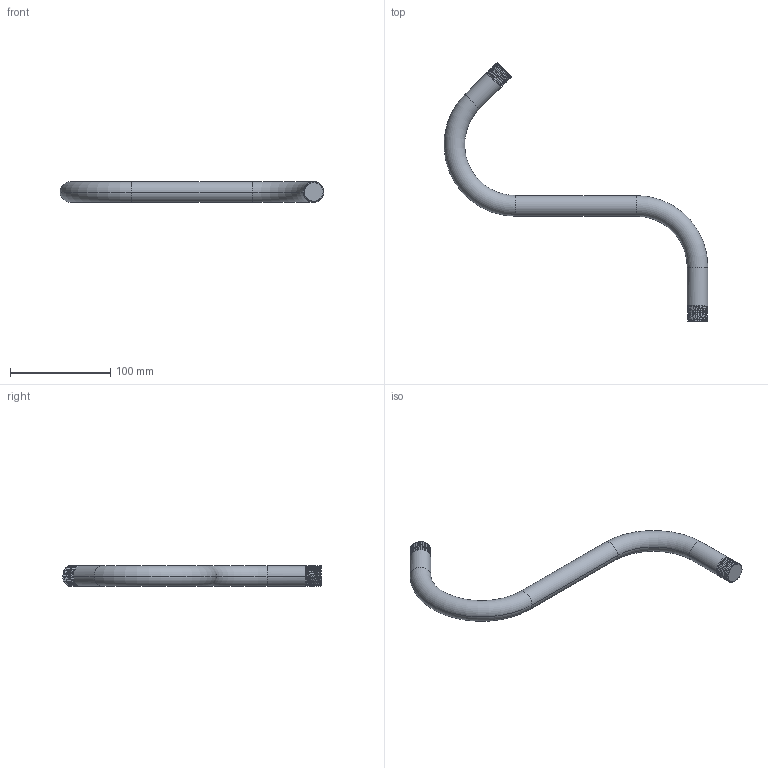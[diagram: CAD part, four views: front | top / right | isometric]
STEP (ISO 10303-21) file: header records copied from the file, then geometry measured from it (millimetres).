
FILE_DESCRIPTION((''),'2;1');
FILE_NAME('205_WEB','2010-11-02T',('ramkumar'),(''),'PRO/ENGINEER BY PARAMETRIC TECHNOLOGY CORPORATION, 2009300','PRO/ENGINEER BY PARAMETRIC TECHNOLOGY CORPORATION, 2009300','');
FILE_SCHEMA(('CONFIG_CONTROL_DESIGN'));
Length unit declared in the file: inch
Products named in the file (1): 205_WEB
Bounding box: 263.38 x 257.9 x 20.64 mm (x, y, z)
Surface area: 31474.8 mm2 (no closed solid volume)
Topology: 0 solids, 1 shells, 66 faces, 172 edges, 108 vertices
Faces by surface type: cylinder 36, bspline 22, torus 4, plane 2, cone 2
Entity records: 5717 total; most frequent: CARTESIAN_POINT 4317, ORIENTED_EDGE 344, DIRECTION 176, EDGE_CURVE 172, VERTEX_POINT 108, B_SPLINE_CURVE_WITH_KNOTS 100, EDGE_LOOP 66, FACE_OUTER_BOUND 66
